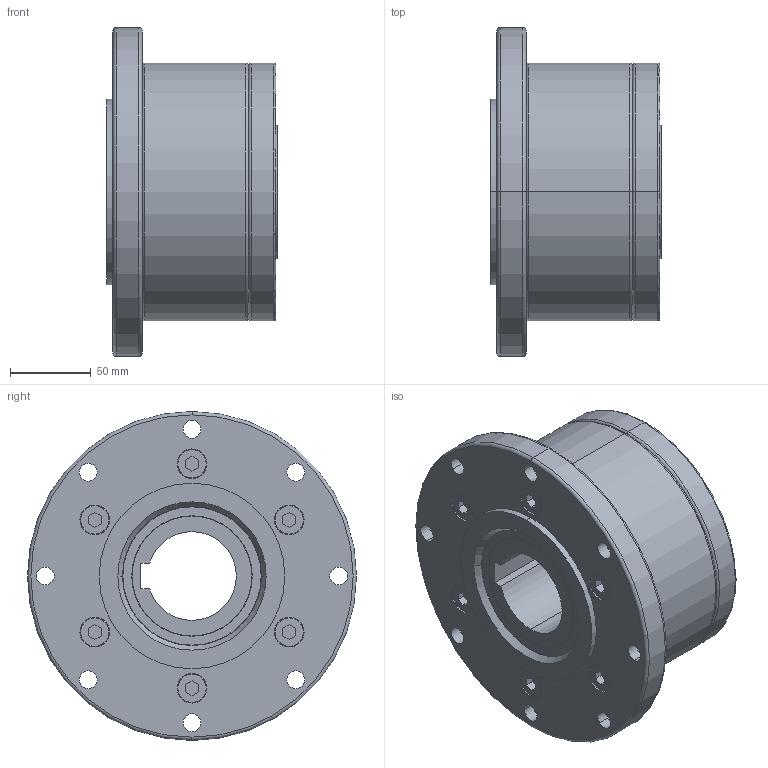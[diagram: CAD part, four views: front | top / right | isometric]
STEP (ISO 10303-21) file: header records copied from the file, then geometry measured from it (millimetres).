
FILE_DESCRIPTION(('STEP AP214'),'1');
FILE_NAME('gl_55_f4-d2.stp','2019-09-14T11:32:19',('TraceParts'),('TraceParts S.A.'),'Spatial InterOp 3D',' ',' ');
FILE_SCHEMA(('AUTOMOTIVE_DESIGN { 1 0 10303 214 1 1 1 1 }'));
Length unit declared in the file: millimetre
Products named in the file (1): gl_55_f4-d2
Bounding box: 106 x 204 x 204 mm (x, y, z)
Volume: 1998647.6 mm3; surface area: 156540.5 mm2
Topology: 1 solids, 1 shells, 287 faces, 715 edges, 479 vertices
Faces by surface type: plane 136, cylinder 113, torus 36, cone 2
Entity records: 9165 total; most frequent: CARTESIAN_POINT 1913, DIRECTION 1624, ORIENTED_EDGE 1430, EDGE_CURVE 715, AXIS2_PLACEMENT_3D 636, VERTEX_POINT 479, EDGE_LOOP 354, LINE 352
